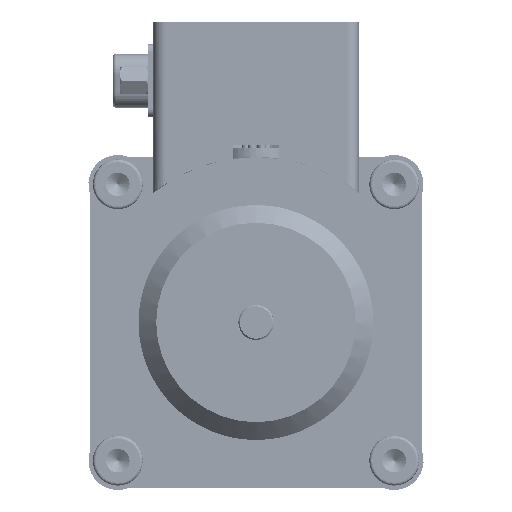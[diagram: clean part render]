
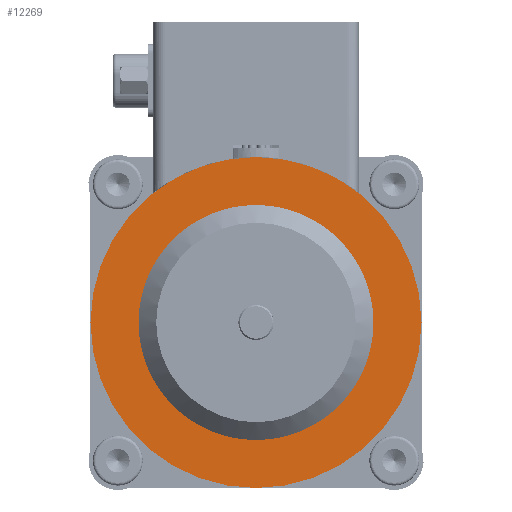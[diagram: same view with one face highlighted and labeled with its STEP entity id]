
A CAD part, front view. The second image highlights one B-rep face of the part: STEP entity #12269.
In plain terms, the highlighted face is planar.
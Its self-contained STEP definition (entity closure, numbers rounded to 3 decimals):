
#1411 = AXIS2_PLACEMENT_3D ( 'NONE', #110494, #13676, #111716 ) ;
#4720 = DIRECTION ( 'NONE',  ( 0., 0., 1. ) ) ;
#6146 = AXIS2_PLACEMENT_3D ( 'NONE', #147398, #63970, #146231 ) ;
#9305 = DIRECTION ( 'NONE',  ( 0., 1., 0. ) ) ;
#10274 = EDGE_LOOP ( 'NONE', ( #176422, #81653 ) ) ;
#11519 = EDGE_CURVE ( 'NONE', #179113, #81071, #162142, .T. ) ;
#12269 = ADVANCED_FACE ( 'NONE', ( #35572, #103202, #66113, #83663 ), #174978, .T. ) ;
#12889 = ORIENTED_EDGE ( 'NONE', *, *, #130420, .F. ) ;
#13676 = DIRECTION ( 'NONE',  ( 0., 1., 0. ) ) ;
#23309 = DIRECTION ( 'NONE',  ( 0., 0., 1. ) ) ;
#26270 = CIRCLE ( 'NONE', #6146, 1.025 ) ;
#26739 = CARTESIAN_POINT ( 'NONE',  ( -9.525, 38., -1.025 ) ) ;
#33347 = ORIENTED_EDGE ( 'NONE', *, *, #166143, .F. ) ;
#35073 = VERTEX_POINT ( 'NONE', #150600 ) ;
#35572 = FACE_BOUND ( 'NONE', #153323, .T. ) ;
#36961 = CIRCLE ( 'NONE', #111188, 3.9 ) ;
#38151 = ORIENTED_EDGE ( 'NONE', *, *, #110935, .F. ) ;
#38408 = CARTESIAN_POINT ( 'NONE',  ( 0., 38., -28.2 ) ) ;
#42618 = AXIS2_PLACEMENT_3D ( 'NONE', #53617, #121784, #67013 ) ;
#42697 = DIRECTION ( 'NONE',  ( 0., 1., 0. ) ) ;
#43556 = CIRCLE ( 'NONE', #126108, 1.025 ) ;
#46234 = AXIS2_PLACEMENT_3D ( 'NONE', #175068, #9305, #23309 ) ;
#48084 = VERTEX_POINT ( 'NONE', #82496 ) ;
#53617 = CARTESIAN_POINT ( 'NONE',  ( 0., 38., 0. ) ) ;
#56480 = CARTESIAN_POINT ( 'NONE',  ( 0., 38., 28.2 ) ) ;
#56676 = DIRECTION ( 'NONE',  ( 0., 0., 1. ) ) ;
#56760 = CARTESIAN_POINT ( 'NONE',  ( 0., 38., 3.9 ) ) ;
#56913 = EDGE_CURVE ( 'NONE', #105115, #83134, #36961, .T. ) ;
#59390 = CARTESIAN_POINT ( 'NONE',  ( 0., 38., 0. ) ) ;
#63970 = DIRECTION ( 'NONE',  ( 0., 1., 0. ) ) ;
#65044 = CARTESIAN_POINT ( 'NONE',  ( -9.525, 38., 0. ) ) ;
#66113 = FACE_OUTER_BOUND ( 'NONE', #10274, .T. ) ;
#67013 = DIRECTION ( 'NONE',  ( 0., 0., 1. ) ) ;
#68340 = CIRCLE ( 'NONE', #107430, 28.2 ) ;
#74094 = DIRECTION ( 'NONE',  ( 0., 1., 0. ) ) ;
#74236 = CIRCLE ( 'NONE', #134955, 1.025 ) ;
#77077 = EDGE_CURVE ( 'NONE', #81071, #179113, #68340, .T. ) ;
#79628 = EDGE_CURVE ( 'NONE', #48084, #149364, #26270, .T. ) ;
#79674 = DIRECTION ( 'NONE',  ( 0., 1., 0. ) ) ;
#81071 = VERTEX_POINT ( 'NONE', #38408 ) ;
#81653 = ORIENTED_EDGE ( 'NONE', *, *, #11519, .T. ) ;
#82496 = CARTESIAN_POINT ( 'NONE',  ( 9.525, 38., 1.025 ) ) ;
#83134 = VERTEX_POINT ( 'NONE', #56760 ) ;
#83663 = FACE_BOUND ( 'NONE', #87881, .T. ) ;
#87881 = EDGE_LOOP ( 'NONE', ( #92929, #12889 ) ) ;
#90437 = CARTESIAN_POINT ( 'NONE',  ( 0., 38., 0. ) ) ;
#92929 = ORIENTED_EDGE ( 'NONE', *, *, #56913, .F. ) ;
#103202 = FACE_BOUND ( 'NONE', #157585, .T. ) ;
#105115 = VERTEX_POINT ( 'NONE', #124010 ) ;
#107430 = AXIS2_PLACEMENT_3D ( 'NONE', #167006, #42697, #56676 ) ;
#110494 = CARTESIAN_POINT ( 'NONE',  ( 9.525, 38., 0. ) ) ;
#110935 = EDGE_CURVE ( 'NONE', #149364, #48084, #125051, .T. ) ;
#111188 = AXIS2_PLACEMENT_3D ( 'NONE', #90437, #159324, #117786 ) ;
#111716 = DIRECTION ( 'NONE',  ( 0., 0., 1. ) ) ;
#117309 = EDGE_CURVE ( 'NONE', #35073, #171966, #74236, .T. ) ;
#117786 = DIRECTION ( 'NONE',  ( 0., 0., 1. ) ) ;
#121784 = DIRECTION ( 'NONE',  ( 0., 1., 0. ) ) ;
#124010 = CARTESIAN_POINT ( 'NONE',  ( 0., 38., -3.9 ) ) ;
#124029 = ORIENTED_EDGE ( 'NONE', *, *, #79628, .F. ) ;
#124178 = AXIS2_PLACEMENT_3D ( 'NONE', #59390, #170919, #144030 ) ;
#125051 = CIRCLE ( 'NONE', #1411, 1.025 ) ;
#126108 = AXIS2_PLACEMENT_3D ( 'NONE', #65044, #79674, #133302 ) ;
#130420 = EDGE_CURVE ( 'NONE', #83134, #105115, #130675, .T. ) ;
#130675 = CIRCLE ( 'NONE', #46234, 3.9 ) ;
#133302 = DIRECTION ( 'NONE',  ( 0., 0., 1. ) ) ;
#134955 = AXIS2_PLACEMENT_3D ( 'NONE', #158782, #74094, #4720 ) ;
#140542 = ORIENTED_EDGE ( 'NONE', *, *, #117309, .F. ) ;
#144030 = DIRECTION ( 'NONE',  ( 0., 0., 1. ) ) ;
#146231 = DIRECTION ( 'NONE',  ( 0., 0., 1. ) ) ;
#147398 = CARTESIAN_POINT ( 'NONE',  ( 9.525, 38., 0. ) ) ;
#149364 = VERTEX_POINT ( 'NONE', #164435 ) ;
#150600 = CARTESIAN_POINT ( 'NONE',  ( -9.525, 38., 1.025 ) ) ;
#153323 = EDGE_LOOP ( 'NONE', ( #124029, #38151 ) ) ;
#157585 = EDGE_LOOP ( 'NONE', ( #140542, #33347 ) ) ;
#158782 = CARTESIAN_POINT ( 'NONE',  ( -9.525, 38., 0. ) ) ;
#159324 = DIRECTION ( 'NONE',  ( 0., 1., 0. ) ) ;
#162142 = CIRCLE ( 'NONE', #124178, 28.2 ) ;
#164435 = CARTESIAN_POINT ( 'NONE',  ( 9.525, 38., -1.025 ) ) ;
#166143 = EDGE_CURVE ( 'NONE', #171966, #35073, #43556, .T. ) ;
#167006 = CARTESIAN_POINT ( 'NONE',  ( 0., 38., 0. ) ) ;
#170919 = DIRECTION ( 'NONE',  ( 0., 1., 0. ) ) ;
#171966 = VERTEX_POINT ( 'NONE', #26739 ) ;
#174978 = PLANE ( 'NONE',  #42618 ) ;
#175068 = CARTESIAN_POINT ( 'NONE',  ( 0., 38., 0. ) ) ;
#176422 = ORIENTED_EDGE ( 'NONE', *, *, #77077, .T. ) ;
#179113 = VERTEX_POINT ( 'NONE', #56480 ) ;
